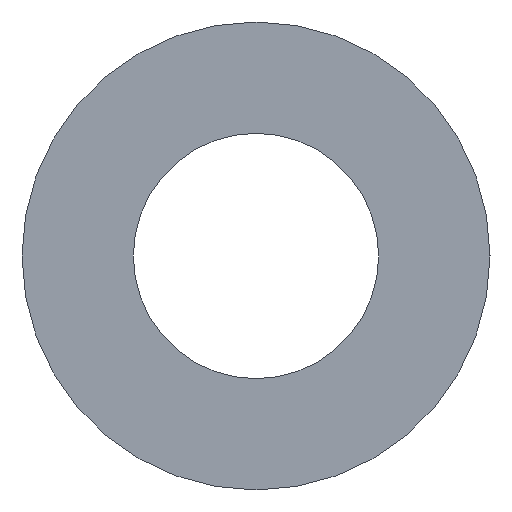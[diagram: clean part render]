
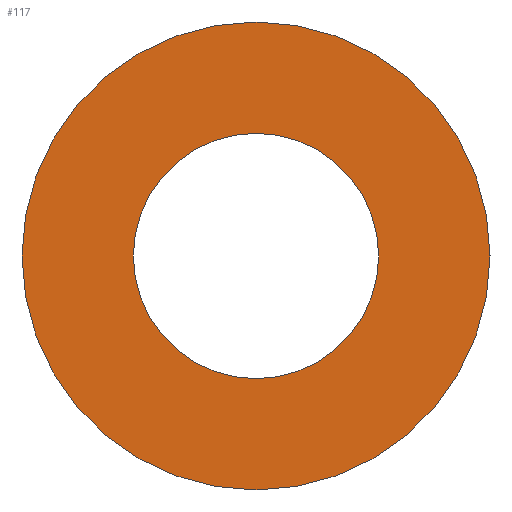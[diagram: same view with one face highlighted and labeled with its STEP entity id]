
A CAD part, left-side view. The second image highlights one B-rep face of the part: STEP entity #117.
In plain terms, the highlighted planar face has unit normal (-1, 0, 0).
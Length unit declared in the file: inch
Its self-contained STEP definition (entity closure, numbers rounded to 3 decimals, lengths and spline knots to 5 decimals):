
#1 = EDGE_CURVE ( 'NONE', #180, #103, #138, .T. ) ;
#10 = CARTESIAN_POINT ( 'NONE',  ( -1.25, 0., 0.098 ) ) ;
#12 = DIRECTION ( 'NONE',  ( 0., 0., -1. ) ) ;
#15 = DIRECTION ( 'NONE',  ( 0., 0., -1. ) ) ;
#25 = AXIS2_PLACEMENT_3D ( 'NONE', #193, #126, #219 ) ;
#28 = DIRECTION ( 'NONE',  ( 0., 0., -1. ) ) ;
#30 = FACE_OUTER_BOUND ( 'NONE', #115, .T. ) ;
#55 = ORIENTED_EDGE ( 'NONE', *, *, #76, .T. ) ;
#64 = EDGE_CURVE ( 'NONE', #120, #195, #201, .T. ) ;
#70 = CARTESIAN_POINT ( 'NONE',  ( -1.25, 0., -0.187 ) ) ;
#76 = EDGE_CURVE ( 'NONE', #195, #120, #160, .T. ) ;
#84 = CARTESIAN_POINT ( 'NONE',  ( -1.25, 0., -0.098 ) ) ;
#86 = EDGE_CURVE ( 'NONE', #103, #180, #182, .T. ) ;
#89 = CARTESIAN_POINT ( 'NONE',  ( -1.25, 0., 0.187 ) ) ;
#95 = EDGE_LOOP ( 'NONE', ( #55, #203 ) ) ;
#103 = VERTEX_POINT ( 'NONE', #89 ) ;
#109 = DIRECTION ( 'NONE',  ( 1., 0., 0. ) ) ;
#111 = DIRECTION ( 'NONE',  ( 1., 0., 0. ) ) ;
#115 = EDGE_LOOP ( 'NONE', ( #118, #164 ) ) ;
#117 = ADVANCED_FACE ( 'NONE', ( #30, #184 ), #179, .F. ) ;
#118 = ORIENTED_EDGE ( 'NONE', *, *, #86, .F. ) ;
#120 = VERTEX_POINT ( 'NONE', #84 ) ;
#126 = DIRECTION ( 'NONE',  ( 1., 0., 0. ) ) ;
#133 = CARTESIAN_POINT ( 'NONE',  ( -1.25, 0., 0. ) ) ;
#138 = CIRCLE ( 'NONE', #145, 0.187 ) ;
#141 = CARTESIAN_POINT ( 'NONE',  ( -1.25, 0., 0. ) ) ;
#145 = AXIS2_PLACEMENT_3D ( 'NONE', #213, #159, #28 ) ;
#150 = DIRECTION ( 'NONE',  ( 1., 0., 0. ) ) ;
#158 = CARTESIAN_POINT ( 'NONE',  ( -1.25, 0., 0. ) ) ;
#159 = DIRECTION ( 'NONE',  ( 1., 0., 0. ) ) ;
#160 = CIRCLE ( 'NONE', #187, 0.098 ) ;
#164 = ORIENTED_EDGE ( 'NONE', *, *, #1, .F. ) ;
#172 = AXIS2_PLACEMENT_3D ( 'NONE', #158, #111, #15 ) ;
#179 = PLANE ( 'NONE',  #202 ) ;
#180 = VERTEX_POINT ( 'NONE', #70 ) ;
#182 = CIRCLE ( 'NONE', #25, 0.187 ) ;
#184 = FACE_BOUND ( 'NONE', #95, .T. ) ;
#187 = AXIS2_PLACEMENT_3D ( 'NONE', #141, #109, #12 ) ;
#193 = CARTESIAN_POINT ( 'NONE',  ( -1.25, 0., 0. ) ) ;
#195 = VERTEX_POINT ( 'NONE', #10 ) ;
#201 = CIRCLE ( 'NONE', #172, 0.098 ) ;
#202 = AXIS2_PLACEMENT_3D ( 'NONE', #133, #150, #206 ) ;
#203 = ORIENTED_EDGE ( 'NONE', *, *, #64, .T. ) ;
#206 = DIRECTION ( 'NONE',  ( 0., 0., -1. ) ) ;
#213 = CARTESIAN_POINT ( 'NONE',  ( -1.25, 0., 0. ) ) ;
#219 = DIRECTION ( 'NONE',  ( 0., 0., -1. ) ) ;
